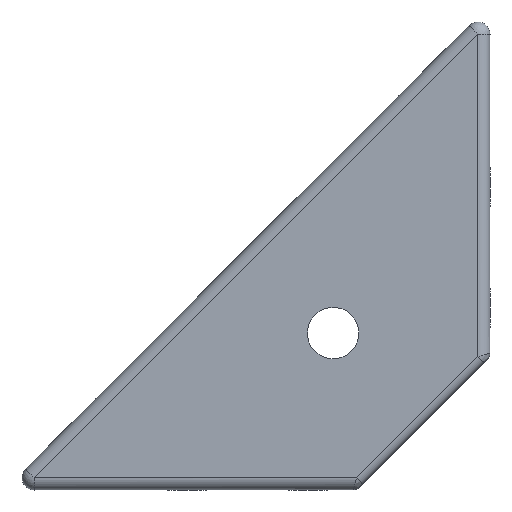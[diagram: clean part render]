
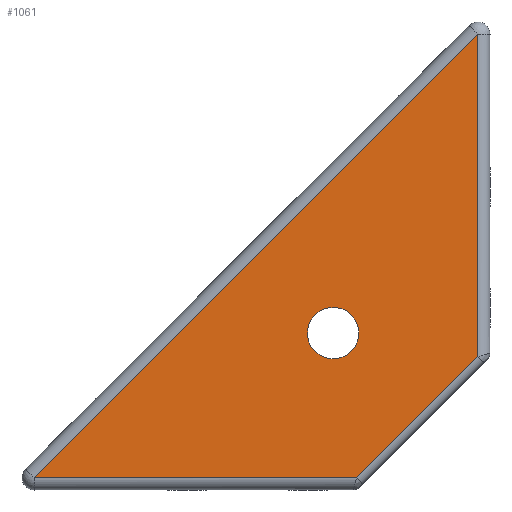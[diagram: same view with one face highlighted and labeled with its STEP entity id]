
A CAD part, left-side view. The second image highlights one B-rep face of the part: STEP entity #1061.
In plain terms, the highlighted planar face has unit normal (-1, 0, 0).
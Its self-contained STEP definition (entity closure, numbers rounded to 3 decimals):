
#1=DIRECTION('',(0.,-0.707,0.707));
#2=VECTOR('',#1,28.256);
#3=CARTESIAN_POINT('',(-25.,21.98,2.));
#4=LINE('',#3,#2);
#5=DIRECTION('',(0.,-1.,0.));
#6=VECTOR('',#5,53.192);
#7=CARTESIAN_POINT('',(-25.,75.172,2.));
#8=LINE('',#7,#6);
#9=DIRECTION('',(0.,0.707,-0.707));
#10=VECTOR('',#9,103.48);
#11=CARTESIAN_POINT('',(-25.,2.,75.172));
#12=LINE('',#11,#10);
#13=DIRECTION('',(0.,0.,1.));
#14=VECTOR('',#13,53.192);
#15=CARTESIAN_POINT('',(-25.,2.,21.98));
#16=LINE('',#15,#14);
#17=CARTESIAN_POINT('',(-25.,25.858,25.858));
#18=DIRECTION('',(1.,0.,0.));
#19=DIRECTION('',(0.,0.,1.));
#20=AXIS2_PLACEMENT_3D('',#17,#18,#19);
#22=CARTESIAN_POINT('',(-25.,25.858,25.858));
#23=DIRECTION('',(1.,0.,0.));
#24=DIRECTION('',(0.,0.,-1.));
#25=AXIS2_PLACEMENT_3D('',#22,#23,#24);
#166=CARTESIAN_POINT('',(-25.,21.98,2.));
#919=CARTESIAN_POINT('',(-25.,2.,75.172));
#920=CARTESIAN_POINT('',(-25.,75.172,2.));
#921=VERTEX_POINT('',#919);
#922=VERTEX_POINT('',#920);
#971=VERTEX_POINT('',#166);
#974=CARTESIAN_POINT('',(-25.,2.,21.98));
#975=VERTEX_POINT('',#974);
#992=CARTESIAN_POINT('',(-25.,25.858,30.108));
#993=CARTESIAN_POINT('',(-25.,25.858,21.608));
#994=VERTEX_POINT('',#992);
#995=VERTEX_POINT('',#993);
#1040=CARTESIAN_POINT('',(-25.,0.,0.));
#1041=DIRECTION('',(1.,0.,0.));
#1042=DIRECTION('',(0.,-1.,0.));
#1043=AXIS2_PLACEMENT_3D('',#1040,#1041,#1042);
#1044=PLANE('',#1043);
#1046=ORIENTED_EDGE('',*,*,#1045,.F.);
#1048=ORIENTED_EDGE('',*,*,#1047,.F.);
#1050=ORIENTED_EDGE('',*,*,#1049,.F.);
#1052=ORIENTED_EDGE('',*,*,#1051,.F.);
#1053=EDGE_LOOP('',(#1046,#1048,#1050,#1052));
#1054=FACE_OUTER_BOUND('',#1053,.F.);
#1056=ORIENTED_EDGE('',*,*,#1055,.F.);
#1058=ORIENTED_EDGE('',*,*,#1057,.F.);
#1059=EDGE_LOOP('',(#1056,#1058));
#1060=FACE_BOUND('',#1059,.F.);
#1061=ADVANCED_FACE('',(#1054,#1060),#1044,.F.);
#21=CIRCLE('',#20,4.25);
#26=CIRCLE('',#25,4.25);
#1045=EDGE_CURVE('',#971,#975,#4,.T.);
#1047=EDGE_CURVE('',#922,#971,#8,.T.);
#1049=EDGE_CURVE('',#921,#922,#12,.T.);
#1051=EDGE_CURVE('',#975,#921,#16,.T.);
#1055=EDGE_CURVE('',#994,#995,#21,.T.);
#1057=EDGE_CURVE('',#995,#994,#26,.T.);
